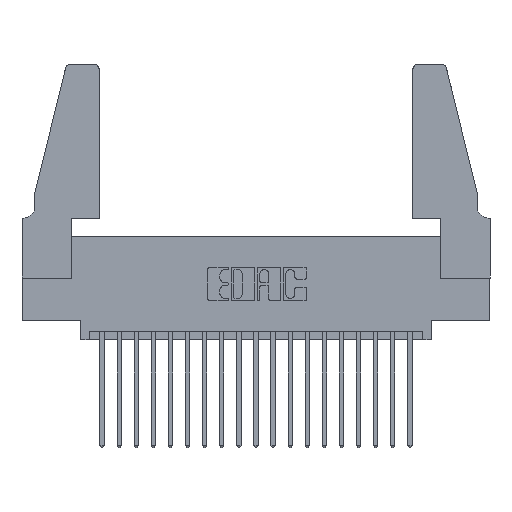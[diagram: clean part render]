
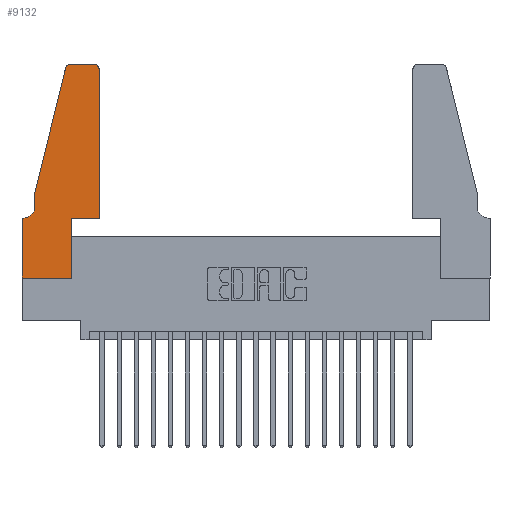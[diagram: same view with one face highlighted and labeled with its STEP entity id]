
A CAD part, top view. The second image highlights one B-rep face of the part: STEP entity #9132.
In plain terms, the highlighted planar face has unit normal (0, 0, 1).
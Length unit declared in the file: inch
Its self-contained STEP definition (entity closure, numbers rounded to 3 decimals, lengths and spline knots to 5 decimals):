
#213 = DIRECTION ( 'NONE',  ( 0., -1., 0. ) ) ;
#235 = LINE ( 'NONE', #9344, #12971 ) ;
#343 = ORIENTED_EDGE ( 'NONE', *, *, #20163, .T. ) ;
#524 = AXIS2_PLACEMENT_3D ( 'NONE', #4117, #1015, #5883 ) ;
#620 = VERTEX_POINT ( 'NONE', #17930 ) ;
#1015 = DIRECTION ( 'NONE',  ( 0., 0., 1. ) ) ;
#1047 = AXIS2_PLACEMENT_3D ( 'NONE', #8560, #13036, #9933 ) ;
#1270 = VECTOR ( 'NONE', #17363, 39.37008 ) ;
#1356 = EDGE_LOOP ( 'NONE', ( #4595, #15227, #343, #3708, #13270, #3026, #10566, #11534, #12132, #19008, #17299, #3514 ) ) ;
#1467 = DIRECTION ( 'NONE',  ( -1., 0., 0. ) ) ;
#2325 = AXIS2_PLACEMENT_3D ( 'NONE', #10261, #4378, #18670 ) ;
#2871 = DIRECTION ( 'NONE',  ( 0., 0., 1. ) ) ;
#2966 = LINE ( 'NONE', #13058, #8590 ) ;
#2997 = EDGE_CURVE ( 'NONE', #18097, #14676, #9982, .T. ) ;
#3026 = ORIENTED_EDGE ( 'NONE', *, *, #10039, .T. ) ;
#3081 = CARTESIAN_POINT ( 'NONE',  ( 0.4205, 1.22, 0.37 ) ) ;
#3514 = ORIENTED_EDGE ( 'NONE', *, *, #2997, .T. ) ;
#3708 = ORIENTED_EDGE ( 'NONE', *, *, #18658, .T. ) ;
#4081 = DIRECTION ( 'NONE',  ( 0., 1., 0. ) ) ;
#4117 = CARTESIAN_POINT ( 'NONE',  ( 0.284, 1.22, 0.37 ) ) ;
#4378 = DIRECTION ( 'NONE',  ( 0., 0., 1. ) ) ;
#4595 = ORIENTED_EDGE ( 'NONE', *, *, #9910, .T. ) ;
#4617 = VERTEX_POINT ( 'NONE', #18065 ) ;
#5012 = DIRECTION ( 'NONE',  ( -1., 0., 0. ) ) ;
#5883 = DIRECTION ( 'NONE',  ( 1., 0., 0. ) ) ;
#6347 = VECTOR ( 'NONE', #15266, 39.37008 ) ;
#6574 = EDGE_CURVE ( 'NONE', #12940, #18097, #14318, .T. ) ;
#7112 = EDGE_CURVE ( 'NONE', #4617, #12940, #17928, .T. ) ;
#7233 = CARTESIAN_POINT ( 'NONE',  ( 0.2865, 0., 0.37 ) ) ;
#7291 = CARTESIAN_POINT ( 'NONE',  ( 0., 0.35, 0.37 ) ) ;
#7710 = EDGE_CURVE ( 'NONE', #9095, #18685, #2966, .T. ) ;
#7797 = CARTESIAN_POINT ( 'NONE',  ( 0.0755, 0.5, 0.37 ) ) ;
#8395 = EDGE_CURVE ( 'NONE', #18685, #20066, #16673, .T. ) ;
#8422 = VECTOR ( 'NONE', #4081, 39.37008 ) ;
#8560 = CARTESIAN_POINT ( 'NONE',  ( 0.0055, 0.42, 0.37 ) ) ;
#8590 = VECTOR ( 'NONE', #19654, 39.37008 ) ;
#8661 = VERTEX_POINT ( 'NONE', #19784 ) ;
#9040 = LINE ( 'NONE', #12826, #18589 ) ;
#9095 = VERTEX_POINT ( 'NONE', #7291 ) ;
#9132 = ADVANCED_FACE ( 'NONE', ( #15932 ), #13361, .T. ) ;
#9344 = CARTESIAN_POINT ( 'NONE',  ( 0.2605, 1.25, 0.37 ) ) ;
#9356 = LINE ( 'NONE', #7797, #9589 ) ;
#9405 = CARTESIAN_POINT ( 'NONE',  ( 0.4205, 1.25, 0.37 ) ) ;
#9495 = CARTESIAN_POINT ( 'NONE',  ( 0.4505, 0.35, 0.37 ) ) ;
#9589 = VECTOR ( 'NONE', #213, 39.37008 ) ;
#9910 = EDGE_CURVE ( 'NONE', #14676, #8661, #235, .T. ) ;
#9933 = DIRECTION ( 'NONE',  ( -1., 0., 0. ) ) ;
#9982 = CIRCLE ( 'NONE', #20283, 0.03 ) ;
#10039 = EDGE_CURVE ( 'NONE', #14027, #9095, #9040, .T. ) ;
#10083 = DIRECTION ( 'NONE',  ( 0., 1., 0. ) ) ;
#10261 = CARTESIAN_POINT ( 'NONE',  ( 0., 0.35, 0.37 ) ) ;
#10547 = CARTESIAN_POINT ( 'NONE',  ( 0.0755, 0.5, 0.37 ) ) ;
#10566 = ORIENTED_EDGE ( 'NONE', *, *, #7710, .T. ) ;
#10916 = CARTESIAN_POINT ( 'NONE',  ( 0., 0., 0.37 ) ) ;
#11137 = EDGE_CURVE ( 'NONE', #16912, #14027, #17559, .T. ) ;
#11418 = CARTESIAN_POINT ( 'NONE',  ( 0.4505, 1.22, 0.37 ) ) ;
#11534 = ORIENTED_EDGE ( 'NONE', *, *, #8395, .T. ) ;
#11652 = CARTESIAN_POINT ( 'NONE',  ( 0.4505, 0.35, 0.37 ) ) ;
#11960 = EDGE_CURVE ( 'NONE', #8661, #620, #17772, .T. ) ;
#12132 = ORIENTED_EDGE ( 'NONE', *, *, #12428, .T. ) ;
#12428 = EDGE_CURVE ( 'NONE', #20066, #4617, #12624, .T. ) ;
#12624 = LINE ( 'NONE', #13462, #8422 ) ;
#12826 = CARTESIAN_POINT ( 'NONE',  ( 0.0755, 0.35, 0.37 ) ) ;
#12831 = VECTOR ( 'NONE', #10083, 39.37008 ) ;
#12940 = VERTEX_POINT ( 'NONE', #11652 ) ;
#12971 = VECTOR ( 'NONE', #1467, 39.37008 ) ;
#13036 = DIRECTION ( 'NONE',  ( 0., 0., -1. ) ) ;
#13058 = CARTESIAN_POINT ( 'NONE',  ( 0., 0., 0.37 ) ) ;
#13270 = ORIENTED_EDGE ( 'NONE', *, *, #11137, .T. ) ;
#13361 = PLANE ( 'NONE',  #2325 ) ;
#13462 = CARTESIAN_POINT ( 'NONE',  ( 0.2865, 0.35, 0.37 ) ) ;
#13481 = VECTOR ( 'NONE', #15406, 39.37008 ) ;
#14027 = VERTEX_POINT ( 'NONE', #19797 ) ;
#14318 = LINE ( 'NONE', #18165, #12831 ) ;
#14676 = VERTEX_POINT ( 'NONE', #9405 ) ;
#15227 = ORIENTED_EDGE ( 'NONE', *, *, #11960, .T. ) ;
#15266 = DIRECTION ( 'NONE',  ( 1., 0., 0. ) ) ;
#15406 = DIRECTION ( 'NONE',  ( -0.239, -0.971, 0. ) ) ;
#15425 = DIRECTION ( 'NONE',  ( 1., 0., 0. ) ) ;
#15932 = FACE_OUTER_BOUND ( 'NONE', #1356, .T. ) ;
#16673 = LINE ( 'NONE', #18343, #6347 ) ;
#16912 = VERTEX_POINT ( 'NONE', #17461 ) ;
#16917 = CARTESIAN_POINT ( 'NONE',  ( 0.0755, 0.5, 0.37 ) ) ;
#17299 = ORIENTED_EDGE ( 'NONE', *, *, #6574, .T. ) ;
#17350 = VERTEX_POINT ( 'NONE', #10547 ) ;
#17363 = DIRECTION ( 'NONE',  ( 1., 0., 0. ) ) ;
#17461 = CARTESIAN_POINT ( 'NONE',  ( 0.0755, 0.42, 0.37 ) ) ;
#17559 = CIRCLE ( 'NONE', #1047, 0.07 ) ;
#17622 = LINE ( 'NONE', #16917, #13481 ) ;
#17772 = CIRCLE ( 'NONE', #524, 0.03 ) ;
#17928 = LINE ( 'NONE', #9495, #1270 ) ;
#17930 = CARTESIAN_POINT ( 'NONE',  ( 0.25487, 1.22718, 0.37 ) ) ;
#18065 = CARTESIAN_POINT ( 'NONE',  ( 0.2865, 0.35, 0.37 ) ) ;
#18097 = VERTEX_POINT ( 'NONE', #11418 ) ;
#18165 = CARTESIAN_POINT ( 'NONE',  ( 0.4505, 0.35, 0.37 ) ) ;
#18343 = CARTESIAN_POINT ( 'NONE',  ( 0., 0., 0.37 ) ) ;
#18589 = VECTOR ( 'NONE', #5012, 39.37008 ) ;
#18658 = EDGE_CURVE ( 'NONE', #17350, #16912, #9356, .T. ) ;
#18670 = DIRECTION ( 'NONE',  ( 1., 0., 0. ) ) ;
#18685 = VERTEX_POINT ( 'NONE', #10916 ) ;
#19008 = ORIENTED_EDGE ( 'NONE', *, *, #7112, .T. ) ;
#19654 = DIRECTION ( 'NONE',  ( 0., -1., 0. ) ) ;
#19784 = CARTESIAN_POINT ( 'NONE',  ( 0.284, 1.25, 0.37 ) ) ;
#19797 = CARTESIAN_POINT ( 'NONE',  ( 0.0055, 0.35, 0.37 ) ) ;
#20066 = VERTEX_POINT ( 'NONE', #7233 ) ;
#20163 = EDGE_CURVE ( 'NONE', #620, #17350, #17622, .T. ) ;
#20283 = AXIS2_PLACEMENT_3D ( 'NONE', #3081, #2871, #15425 ) ;
